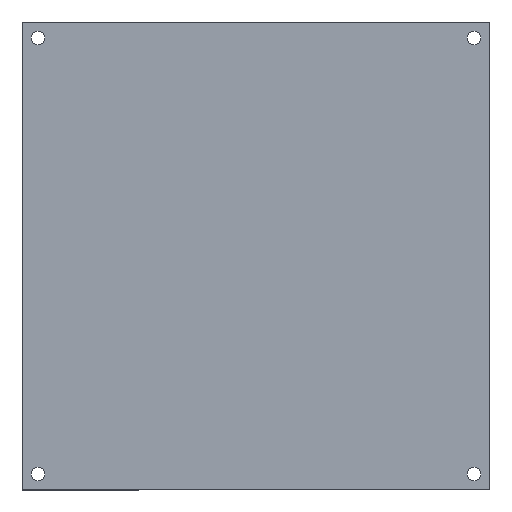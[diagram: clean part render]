
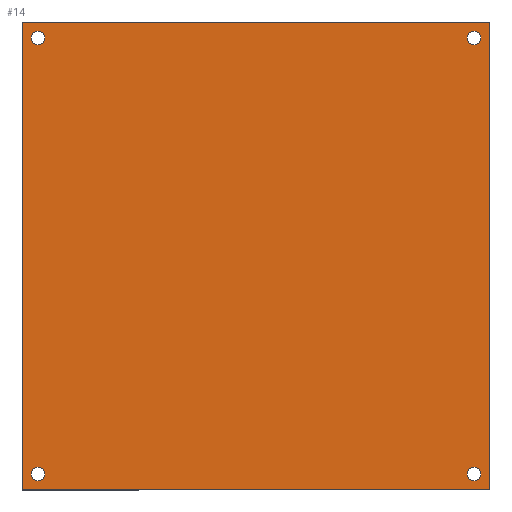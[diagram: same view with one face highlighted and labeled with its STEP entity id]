
A CAD part, top view. The second image highlights one B-rep face of the part: STEP entity #14.
In plain terms, the highlighted planar face has unit normal (0, 0, 1).
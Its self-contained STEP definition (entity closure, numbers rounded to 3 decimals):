
#2 = EDGE_LOOP ( 'NONE', ( #32, #145 ) ) ;
#3 = EDGE_CURVE ( 'NONE', #107, #98, #225, .T. ) ;
#4 = EDGE_CURVE ( 'NONE', #10, #21, #240, .T. ) ;
#7 = ORIENTED_EDGE ( 'NONE', *, *, #4, .T. ) ;
#10 = VERTEX_POINT ( 'NONE', #241 ) ;
#11 = EDGE_CURVE ( 'NONE', #98, #107, #159, .T. ) ;
#12 = EDGE_LOOP ( 'NONE', ( #49, #44 ) ) ;
#13 = ORIENTED_EDGE ( 'NONE', *, *, #3, .F. ) ;
#14 = ADVANCED_FACE ( 'NONE', ( #160, #236, #235, #234, #233 ), #232, .F. ) ;
#15 = EDGE_LOOP ( 'NONE', ( #23, #34, #19, #7 ) ) ;
#16 = EDGE_LOOP ( 'NONE', ( #13, #17 ) ) ;
#17 = ORIENTED_EDGE ( 'NONE', *, *, #11, .F. ) ;
#18 = EDGE_CURVE ( 'NONE', #43, #10, #198, .T. ) ;
#19 = ORIENTED_EDGE ( 'NONE', *, *, #18, .T. ) ;
#20 = VERTEX_POINT ( 'NONE', #194 ) ;
#21 = VERTEX_POINT ( 'NONE', #193 ) ;
#22 = EDGE_CURVE ( 'NONE', #76, #87, #191, .T. ) ;
#23 = ORIENTED_EDGE ( 'NONE', *, *, #41, .T. ) ;
#32 = ORIENTED_EDGE ( 'NONE', *, *, #94, .F. ) ;
#33 = EDGE_CURVE ( 'NONE', #20, #43, #179, .T. ) ;
#34 = ORIENTED_EDGE ( 'NONE', *, *, #33, .T. ) ;
#41 = EDGE_CURVE ( 'NONE', #21, #20, #214, .T. ) ;
#43 = VERTEX_POINT ( 'NONE', #268 ) ;
#44 = ORIENTED_EDGE ( 'NONE', *, *, #22, .F. ) ;
#49 = ORIENTED_EDGE ( 'NONE', *, *, #73, .F. ) ;
#68 = ORIENTED_EDGE ( 'NONE', *, *, #220, .F. ) ;
#73 = EDGE_CURVE ( 'NONE', #87, #76, #303, .T. ) ;
#76 = VERTEX_POINT ( 'NONE', #413 ) ;
#81 = VERTEX_POINT ( 'NONE', #405 ) ;
#82 = VERTEX_POINT ( 'NONE', #403 ) ;
#87 = VERTEX_POINT ( 'NONE', #406 ) ;
#94 = EDGE_CURVE ( 'NONE', #108, #99, #317, .T. ) ;
#98 = VERTEX_POINT ( 'NONE', #418 ) ;
#99 = VERTEX_POINT ( 'NONE', #416 ) ;
#100 = EDGE_CURVE ( 'NONE', #81, #82, #415, .T. ) ;
#107 = VERTEX_POINT ( 'NONE', #391 ) ;
#108 = VERTEX_POINT ( 'NONE', #390 ) ;
#140 = DIRECTION ( 'NONE',  ( 0., 0., 1. ) ) ;
#144 = EDGE_CURVE ( 'NONE', #99, #108, #367, .T. ) ;
#145 = ORIENTED_EDGE ( 'NONE', *, *, #144, .F. ) ;
#146 = EDGE_LOOP ( 'NONE', ( #149, #68 ) ) ;
#149 = ORIENTED_EDGE ( 'NONE', *, *, #100, .F. ) ;
#156 = DIRECTION ( 'NONE',  ( 0., 0., 1. ) ) ;
#157 = CARTESIAN_POINT ( 'NONE',  ( -104.8, 104.8, 2. ) ) ;
#158 = AXIS2_PLACEMENT_3D ( 'NONE', #157, #156, #237 ) ;
#159 = CIRCLE ( 'NONE', #158, 3.175 ) ;
#160 = FACE_BOUND ( 'NONE', #12, .T. ) ;
#166 = DIRECTION ( 'NONE',  ( 0., -1., 0. ) ) ;
#167 = VECTOR ( 'NONE', #166, 1000. ) ;
#168 = CARTESIAN_POINT ( 'NONE',  ( -112.5, -112.5, 2. ) ) ;
#169 = DIRECTION ( 'NONE',  ( 1., 0., 0. ) ) ;
#173 = DIRECTION ( 'NONE',  ( 0., 1., 0. ) ) ;
#174 = VECTOR ( 'NONE', #173, 1000. ) ;
#175 = CARTESIAN_POINT ( 'NONE',  ( 112.5, 112.5, 2. ) ) ;
#179 = LINE ( 'NONE', #175, #174 ) ;
#187 = DIRECTION ( 'NONE',  ( 1., 0., 0. ) ) ;
#188 = DIRECTION ( 'NONE',  ( 0., 0., 1. ) ) ;
#189 = CARTESIAN_POINT ( 'NONE',  ( 104.8, -104.8, 2. ) ) ;
#190 = AXIS2_PLACEMENT_3D ( 'NONE', #189, #188, #187 ) ;
#191 = CIRCLE ( 'NONE', #190, 3.175 ) ;
#193 = CARTESIAN_POINT ( 'NONE',  ( -112.5, -112.5, 2. ) ) ;
#194 = CARTESIAN_POINT ( 'NONE',  ( 112.5, -112.5, 2. ) ) ;
#195 = DIRECTION ( 'NONE',  ( -1., 0., 0. ) ) ;
#196 = VECTOR ( 'NONE', #195, 1000. ) ;
#197 = CARTESIAN_POINT ( 'NONE',  ( -112.5, 112.5, 2. ) ) ;
#198 = LINE ( 'NONE', #197, #196 ) ;
#199 = DIRECTION ( 'NONE',  ( -1., 0., 0. ) ) ;
#200 = DIRECTION ( 'NONE',  ( 0., 0., -1. ) ) ;
#201 = CARTESIAN_POINT ( 'NONE',  ( -112.5, -112.5, 2. ) ) ;
#205 = CARTESIAN_POINT ( 'NONE',  ( 104.8, 104.8, 2. ) ) ;
#209 = AXIS2_PLACEMENT_3D ( 'NONE', #205, #140, #249 ) ;
#211 = DIRECTION ( 'NONE',  ( 1., 0., 0. ) ) ;
#212 = VECTOR ( 'NONE', #211, 1000. ) ;
#213 = CARTESIAN_POINT ( 'NONE',  ( 112.5, -112.5, 2. ) ) ;
#214 = LINE ( 'NONE', #213, #212 ) ;
#220 = EDGE_CURVE ( 'NONE', #82, #81, #493, .T. ) ;
#225 = CIRCLE ( 'NONE', #228, 3.175 ) ;
#228 = AXIS2_PLACEMENT_3D ( 'NONE', #239, #238, #169 ) ;
#231 = AXIS2_PLACEMENT_3D ( 'NONE', #201, #200, #199 ) ;
#232 = PLANE ( 'NONE',  #231 ) ;
#233 = FACE_BOUND ( 'NONE', #146, .T. ) ;
#234 = FACE_BOUND ( 'NONE', #2, .T. ) ;
#235 = FACE_OUTER_BOUND ( 'NONE', #15, .T. ) ;
#236 = FACE_BOUND ( 'NONE', #16, .T. ) ;
#237 = DIRECTION ( 'NONE',  ( 1., 0., 0. ) ) ;
#238 = DIRECTION ( 'NONE',  ( 0., 0., 1. ) ) ;
#239 = CARTESIAN_POINT ( 'NONE',  ( -104.8, 104.8, 2. ) ) ;
#240 = LINE ( 'NONE', #168, #167 ) ;
#241 = CARTESIAN_POINT ( 'NONE',  ( -112.5, 112.5, 2. ) ) ;
#249 = DIRECTION ( 'NONE',  ( 1., 0., 0. ) ) ;
#268 = CARTESIAN_POINT ( 'NONE',  ( 112.5, 112.5, 2. ) ) ;
#299 = DIRECTION ( 'NONE',  ( 1., 0., 0. ) ) ;
#300 = DIRECTION ( 'NONE',  ( 0., 0., 1. ) ) ;
#301 = CARTESIAN_POINT ( 'NONE',  ( 104.8, -104.8, 2. ) ) ;
#302 = AXIS2_PLACEMENT_3D ( 'NONE', #301, #300, #299 ) ;
#303 = CIRCLE ( 'NONE', #302, 3.175 ) ;
#317 = CIRCLE ( 'NONE', #423, 3.175 ) ;
#359 = DIRECTION ( 'NONE',  ( 1., 0., 0. ) ) ;
#360 = DIRECTION ( 'NONE',  ( 0., 0., 1. ) ) ;
#361 = CARTESIAN_POINT ( 'NONE',  ( -104.8, -104.8, 2. ) ) ;
#362 = AXIS2_PLACEMENT_3D ( 'NONE', #361, #360, #359 ) ;
#367 = CIRCLE ( 'NONE', #209, 3.175 ) ;
#390 = CARTESIAN_POINT ( 'NONE',  ( 101.625, 104.8, 2. ) ) ;
#391 = CARTESIAN_POINT ( 'NONE',  ( -107.975, 104.8, 2. ) ) ;
#403 = CARTESIAN_POINT ( 'NONE',  ( -101.625, -104.8, 2. ) ) ;
#405 = CARTESIAN_POINT ( 'NONE',  ( -107.975, -104.8, 2. ) ) ;
#406 = CARTESIAN_POINT ( 'NONE',  ( 101.625, -104.8, 2. ) ) ;
#413 = CARTESIAN_POINT ( 'NONE',  ( 107.975, -104.8, 2. ) ) ;
#415 = CIRCLE ( 'NONE', #362, 3.175 ) ;
#416 = CARTESIAN_POINT ( 'NONE',  ( 107.975, 104.8, 2. ) ) ;
#418 = CARTESIAN_POINT ( 'NONE',  ( -101.625, 104.8, 2. ) ) ;
#420 = DIRECTION ( 'NONE',  ( 1., 0., 0. ) ) ;
#421 = DIRECTION ( 'NONE',  ( 0., 0., 1. ) ) ;
#422 = CARTESIAN_POINT ( 'NONE',  ( 104.8, 104.8, 2. ) ) ;
#423 = AXIS2_PLACEMENT_3D ( 'NONE', #422, #421, #420 ) ;
#489 = DIRECTION ( 'NONE',  ( 1., 0., 0. ) ) ;
#490 = DIRECTION ( 'NONE',  ( 0., 0., 1. ) ) ;
#491 = CARTESIAN_POINT ( 'NONE',  ( -104.8, -104.8, 2. ) ) ;
#492 = AXIS2_PLACEMENT_3D ( 'NONE', #491, #490, #489 ) ;
#493 = CIRCLE ( 'NONE', #492, 3.175 ) ;
